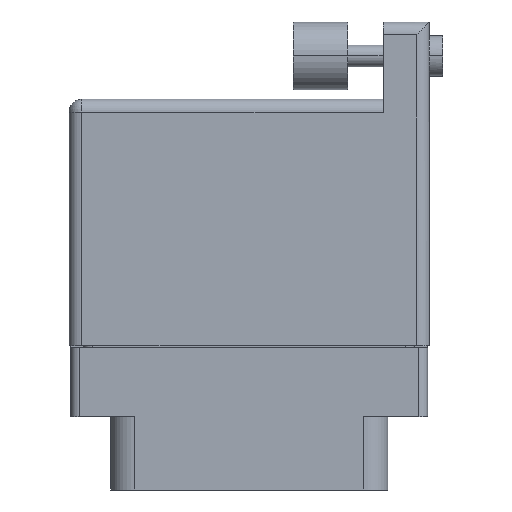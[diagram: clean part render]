
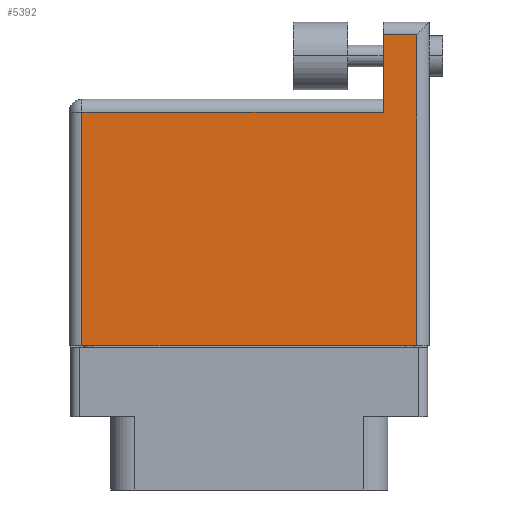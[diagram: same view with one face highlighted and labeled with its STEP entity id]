
A CAD part, front view. The second image highlights one B-rep face of the part: STEP entity #5392.
In plain terms, the highlighted face is planar.
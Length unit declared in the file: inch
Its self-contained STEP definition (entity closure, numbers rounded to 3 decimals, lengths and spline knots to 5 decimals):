
#148 = LINE ( 'NONE', #17492, #8884 ) ;
#361 = ORIENTED_EDGE ( 'NONE', *, *, #18998, .T. ) ;
#427 = LINE ( 'NONE', #17539, #19353 ) ;
#506 = CARTESIAN_POINT ( 'NONE',  ( 0.4925, 1.09, 0.3575 ) ) ;
#790 = VERTEX_POINT ( 'NONE', #19751 ) ;
#1485 = EDGE_CURVE ( 'NONE', #10990, #15604, #21824, .T. ) ;
#1529 = EDGE_CURVE ( 'NONE', #5731, #10990, #427, .T. ) ;
#2943 = VERTEX_POINT ( 'NONE', #6397 ) ;
#2948 = CARTESIAN_POINT ( 'NONE',  ( -0.6625, 0.806, 0.3575 ) ) ;
#3276 = DIRECTION ( 'NONE',  ( 0., -1., 0. ) ) ;
#4401 = VECTOR ( 'NONE', #3276, 39.37008 ) ;
#5062 = CARTESIAN_POINT ( 'NONE',  ( 0.4925, 1.043, 0.3575 ) ) ;
#5392 = ADVANCED_FACE ( 'NONE', ( #19750 ), #20438, .F. ) ;
#5731 = VERTEX_POINT ( 'NONE', #19495 ) ;
#6397 = CARTESIAN_POINT ( 'NONE',  ( 0.6155, -0.1, 0.3575 ) ) ;
#6762 = ORIENTED_EDGE ( 'NONE', *, *, #7018, .T. ) ;
#7018 = EDGE_CURVE ( 'NONE', #2943, #5731, #10323, .T. ) ;
#7694 = DIRECTION ( 'NONE',  ( 0., -1., 0. ) ) ;
#7720 = VERTEX_POINT ( 'NONE', #20671 ) ;
#8884 = VECTOR ( 'NONE', #10228, 39.37008 ) ;
#9321 = ORIENTED_EDGE ( 'NONE', *, *, #1529, .T. ) ;
#9715 = VECTOR ( 'NONE', #7694, 39.37008 ) ;
#10152 = EDGE_CURVE ( 'NONE', #7720, #2943, #20037, .T. ) ;
#10228 = DIRECTION ( 'NONE',  ( -1., 0., 0. ) ) ;
#10323 = LINE ( 'NONE', #11819, #16365 ) ;
#10645 = ORIENTED_EDGE ( 'NONE', *, *, #1485, .T. ) ;
#10990 = VERTEX_POINT ( 'NONE', #5062 ) ;
#11819 = CARTESIAN_POINT ( 'NONE',  ( 0.6155, 1.09, 0.3575 ) ) ;
#11969 = DIRECTION ( 'NONE',  ( -1., 0., 0. ) ) ;
#12822 = CARTESIAN_POINT ( 'NONE',  ( -0.6625, -0.1, 0.3575 ) ) ;
#13295 = EDGE_LOOP ( 'NONE', ( #21574, #6762, #9321, #10645, #19928, #361 ) ) ;
#13441 = VECTOR ( 'NONE', #17966, 39.37008 ) ;
#13546 = EDGE_CURVE ( 'NONE', #15604, #790, #148, .T. ) ;
#14105 = AXIS2_PLACEMENT_3D ( 'NONE', #2948, #22512, #11969 ) ;
#15127 = DIRECTION ( 'NONE',  ( 0., 1., 0. ) ) ;
#15604 = VERTEX_POINT ( 'NONE', #22012 ) ;
#16365 = VECTOR ( 'NONE', #15127, 39.37008 ) ;
#17492 = CARTESIAN_POINT ( 'NONE',  ( -0.6625, 0.759, 0.3575 ) ) ;
#17539 = CARTESIAN_POINT ( 'NONE',  ( 0.4925, 1.043, 0.3575 ) ) ;
#17611 = DIRECTION ( 'NONE',  ( -1., 0., 0. ) ) ;
#17966 = DIRECTION ( 'NONE',  ( 1., 0., 0. ) ) ;
#18944 = LINE ( 'NONE', #19002, #4401 ) ;
#18998 = EDGE_CURVE ( 'NONE', #790, #7720, #18944, .T. ) ;
#19002 = CARTESIAN_POINT ( 'NONE',  ( -0.6155, -0.1, 0.3575 ) ) ;
#19353 = VECTOR ( 'NONE', #17611, 39.37008 ) ;
#19495 = CARTESIAN_POINT ( 'NONE',  ( 0.6155, 1.043, 0.3575 ) ) ;
#19750 = FACE_OUTER_BOUND ( 'NONE', #13295, .T. ) ;
#19751 = CARTESIAN_POINT ( 'NONE',  ( -0.6155, 0.759, 0.3575 ) ) ;
#19928 = ORIENTED_EDGE ( 'NONE', *, *, #13546, .T. ) ;
#20037 = LINE ( 'NONE', #12822, #13441 ) ;
#20438 = PLANE ( 'NONE',  #14105 ) ;
#20671 = CARTESIAN_POINT ( 'NONE',  ( -0.6155, -0.1, 0.3575 ) ) ;
#21574 = ORIENTED_EDGE ( 'NONE', *, *, #10152, .T. ) ;
#21824 = LINE ( 'NONE', #506, #9715 ) ;
#22012 = CARTESIAN_POINT ( 'NONE',  ( 0.4925, 0.759, 0.3575 ) ) ;
#22512 = DIRECTION ( 'NONE',  ( 0., 0., -1. ) ) ;
